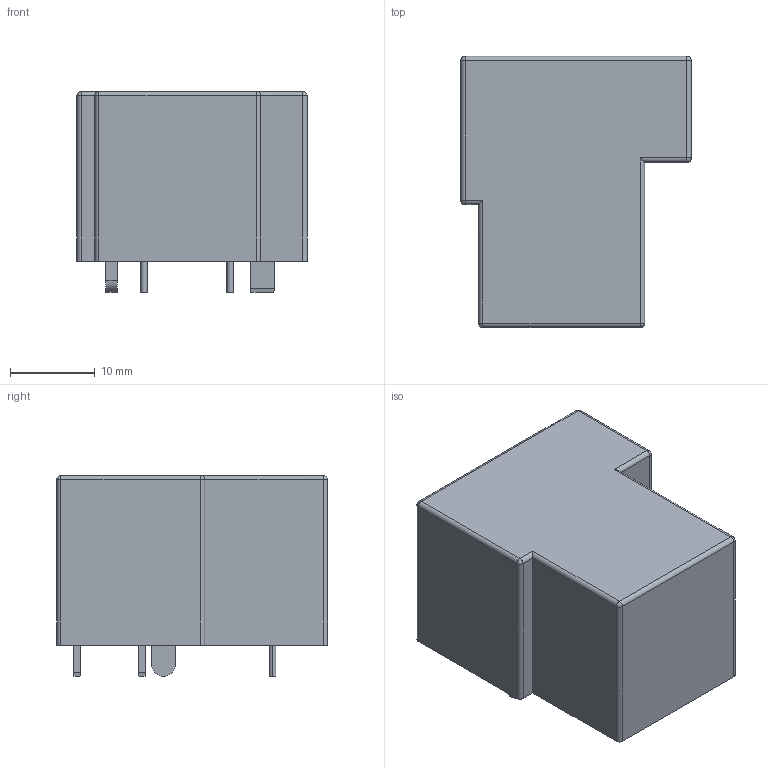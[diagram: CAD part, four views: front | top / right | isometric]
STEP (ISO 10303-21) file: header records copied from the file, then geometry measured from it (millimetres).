
FILE_DESCRIPTION (( 'STEP AP214' ), '1' );
FILE_NAME ('RELAY-TH_NB90-XXS-S-C_C396905.step', '2022-07-09T13:47:36', ( '' ), ( '' ), 'SwSTEP 2.0', 'SolidWorks 2020', '' );
FILE_SCHEMA (( 'AUTOMOTIVE_DESIGN' ));
Length unit declared in the file: millimetre
Products named in the file (1): RELAY-TH_NB90-XXS-S-C_C396905
Bounding box: 27.2 x 32.01 x 23.7 mm (x, y, z)
Volume: 14677.4 mm3; surface area: 3906.8 mm2
Topology: 11 solids, 11 shells, 350 faces, 905 edges, 590 vertices
Faces by surface type: plane 213, bspline 112, cylinder 19, sphere 6
Entity records: 15005 total; most frequent: CARTESIAN_POINT 3950, ORIENTED_EDGE 1798, DIRECTION 1181, EDGE_CURVE 899, LINE 635, VECTOR 635, VERTEX_POINT 590, EDGE_LOOP 373
